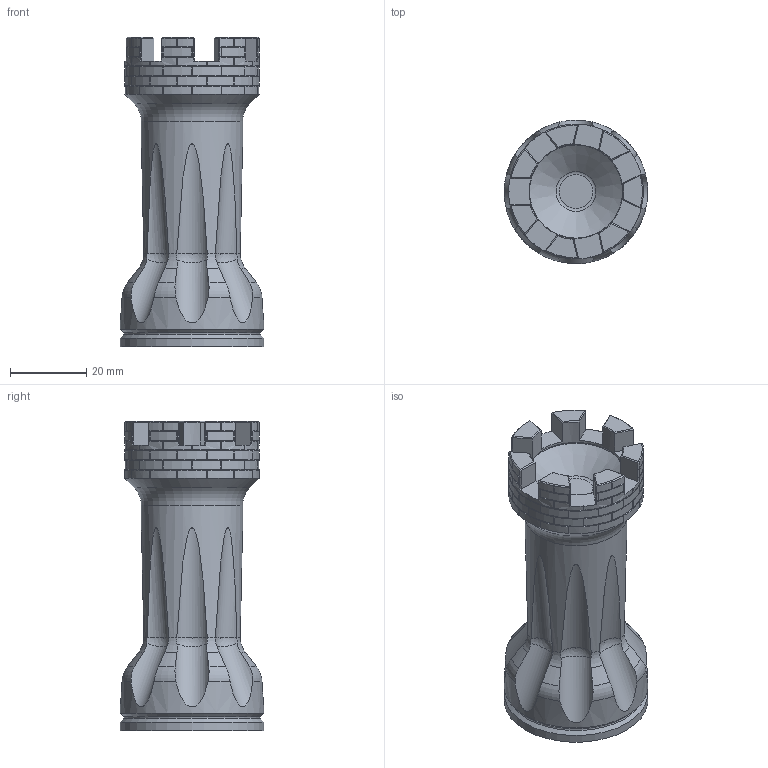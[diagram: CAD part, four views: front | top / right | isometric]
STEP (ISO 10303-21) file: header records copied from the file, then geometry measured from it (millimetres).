
FILE_DESCRIPTION(('Open CASCADE Model'),'2;1');
FILE_NAME('Open CASCADE Shape Model','2021-05-06T15:50:05',( 'Analysis Situs'),('Analysis Situs'), 'Open CASCADE STEP processor 7.4','Analysis Situs 1.0.0','Unknown');
FILE_SCHEMA(('AUTOMOTIVE_DESIGN { 1 0 10303 214 1 1 1 1 }'));
Length unit declared in the file: millimetre
Products named in the file (1): Open CASCADE STEP translator 7.4 1
Bounding box: 37.74 x 37.74 x 81.28 mm (x, y, z)
Volume: 52624.1 mm3; surface area: 11379.6 mm2
Topology: 1 solids, 1 shells, 644 faces, 1553 edges, 903 vertices
Faces by surface type: plane 331, cone 174, cylinder 111, torus 20, sphere 8
Full cylindrical faces by diameter (mm): 24.689 x1, 26.619 x1, 37.744 x2
Entity records: 43394 total; most frequent: CARTESIAN_POINT 15166, DIRECTION 4833, ORIENTED_EDGE 3090, PCURVE 3090, DEFINITIONAL_REPRESENTATION 3090, LINE 2483, VECTOR 2483, EDGE_CURVE 1545
